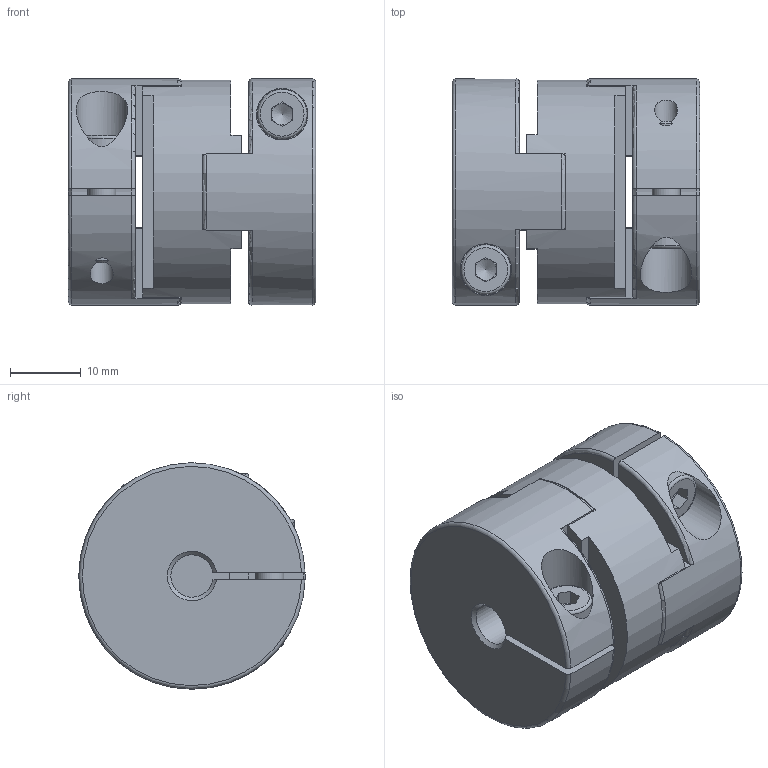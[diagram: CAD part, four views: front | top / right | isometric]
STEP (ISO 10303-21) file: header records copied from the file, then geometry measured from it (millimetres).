
FILE_DESCRIPTION( ( 'Unknown' ), '1' );
FILE_NAME( 'MOH-C 32.stp', 'Unknown', ( 'Unknown' ), ( 'Unknown' ), 'PSStep 10.1', 'Unknown', ' ' );
FILE_SCHEMA( ( 'AUTOMOTIVE_DESIGN { 1 0 10303 214 1 1 1 1 }' ) );
Length unit declared in the file: millimetre
Products named in the file (1): kt102396-oa0
Bounding box: 35 x 32 x 32 mm (x, y, z)
Volume: 23085.3 mm3; surface area: 9340.6 mm2
Topology: 1 solids, 1 shells, 137 faces, 404 edges, 253 vertices
Faces by surface type: plane 66, cylinder 37, torus 18, cone 8, bspline 8
Full cylindrical faces by diameter (mm): 4 x2, 4.5 x2, 7 x2, 7.3 x2, 31.6 x1
Entity records: 6310 total; most frequent: CARTESIAN_POINT 1732, ORIENTED_EDGE 744, DIRECTION 692, EDGE_CURVE 372, AXIS2_PLACEMENT_3D 256, VERTEX_POINT 244, LINE 180, VECTOR 180
